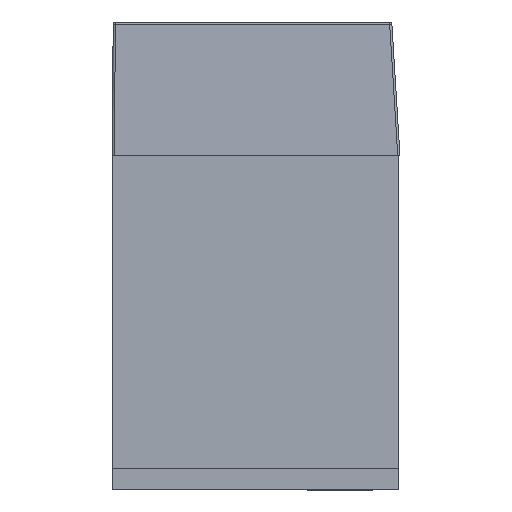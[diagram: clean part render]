
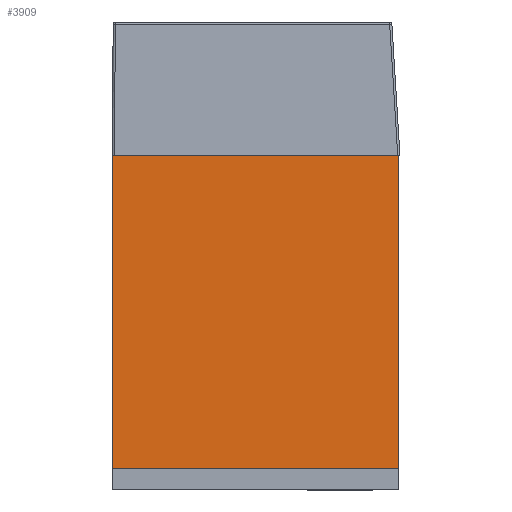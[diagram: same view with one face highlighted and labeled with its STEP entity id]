
A CAD part, left-side view. The second image highlights one B-rep face of the part: STEP entity #3909.
In plain terms, the highlighted face is planar.
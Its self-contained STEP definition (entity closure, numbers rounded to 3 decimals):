
#537=FACE_OUTER_BOUND('',#765,.T.);
#765=EDGE_LOOP('',(#3173,#3174,#3175,#3176));
#1181=LINE('',#5890,#1559);
#1185=LINE('',#5898,#1563);
#1188=LINE('',#5904,#1566);
#1191=LINE('',#5909,#1569);
#1559=VECTOR('',#4883,1.);
#1563=VECTOR('',#4889,1.);
#1566=VECTOR('',#4894,1.);
#1569=VECTOR('',#4899,1.);
#1843=VERTEX_POINT('',#5888);
#1844=VERTEX_POINT('',#5889);
#1847=VERTEX_POINT('',#5897);
#1849=VERTEX_POINT('',#5903);
#2295=EDGE_CURVE('',#1843,#1844,#1181,.T.);
#2299=EDGE_CURVE('',#1844,#1847,#1185,.T.);
#2302=EDGE_CURVE('',#1847,#1849,#1188,.T.);
#2305=EDGE_CURVE('',#1849,#1843,#1191,.T.);
#3173=ORIENTED_EDGE('',*,*,#2305,.F.);
#3174=ORIENTED_EDGE('',*,*,#2302,.F.);
#3175=ORIENTED_EDGE('',*,*,#2299,.F.);
#3176=ORIENTED_EDGE('',*,*,#2295,.F.);
#3769=PLANE('',#4192);
#3909=ADVANCED_FACE('',(#537),#3769,.F.);
#4192=AXIS2_PLACEMENT_3D('',#5911,#4901,#4902);
#4883=DIRECTION('',(0.,0.,-1.));
#4889=DIRECTION('',(0.,-1.,0.));
#4894=DIRECTION('',(0.,0.,1.));
#4899=DIRECTION('',(0.,1.,0.));
#4901=DIRECTION('center_axis',(-1.,0.,0.));
#4902=DIRECTION('ref_axis',(0.,0.,1.));
#5888=CARTESIAN_POINT('',(808.251,3.412,-19.));
#5889=CARTESIAN_POINT('',(808.251,3.412,-300.));
#5890=CARTESIAN_POINT('',(808.251,3.412,-19.));
#5897=CARTESIAN_POINT('',(808.251,-253.588,-300.));
#5898=CARTESIAN_POINT('',(808.251,3.412,-300.));
#5903=CARTESIAN_POINT('',(808.251,-253.588,-19.));
#5904=CARTESIAN_POINT('',(808.251,-253.588,-300.));
#5909=CARTESIAN_POINT('',(808.251,-253.588,-19.));
#5911=CARTESIAN_POINT('Origin',(808.251,-125.088,-159.5));
